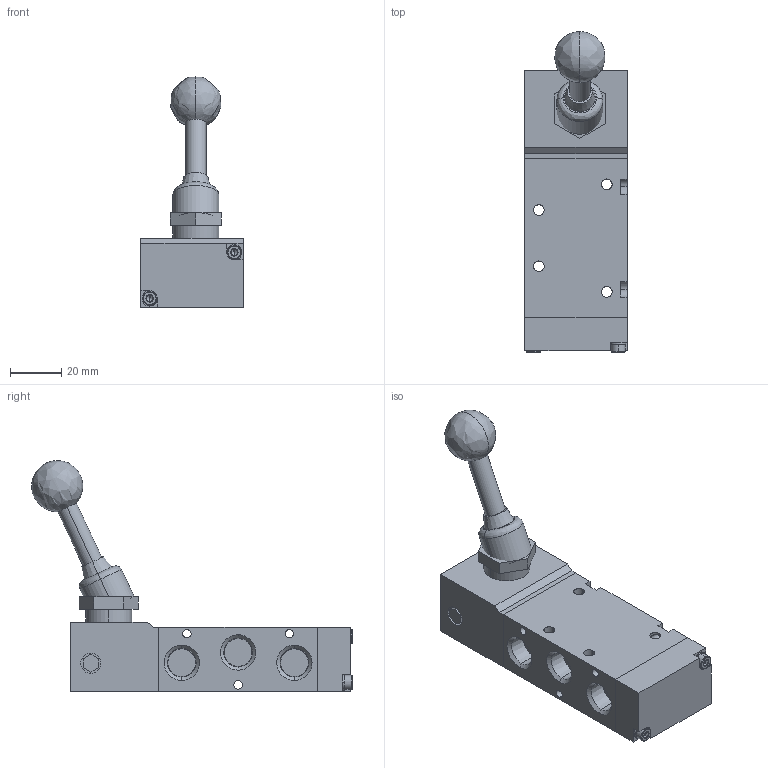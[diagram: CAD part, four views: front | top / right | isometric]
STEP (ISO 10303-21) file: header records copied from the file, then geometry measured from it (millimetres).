
FILE_DESCRIPTION (( 'STEP AP203' ), '1' );
FILE_NAME ('7020001000U.step', '2024-02-07T21:32:06', ( '' ), ( '' ), 'SwSTEP 2.0', 'SolidWorks 2023', '' );
FILE_SCHEMA (( 'CONFIG_CONTROL_DESIGN' ));
Length unit declared in the file: inch
Products named in the file (1): 7020001000U
Bounding box: 40 x 125.18 x 90.1 mm (x, y, z)
Volume: 117865.4 mm3; surface area: 28728 mm2
Topology: 8 solids, 8 shells, 206 faces, 491 edges, 306 vertices
Faces by surface type: plane 101, cylinder 51, cone 38, bspline 16
Entity records: 6491 total; most frequent: CARTESIAN_POINT 1646, DIRECTION 1002, ORIENTED_EDGE 966, EDGE_CURVE 483, AXIS2_PLACEMENT_3D 366, VERTEX_POINT 306, VECTOR 270, LINE 270
